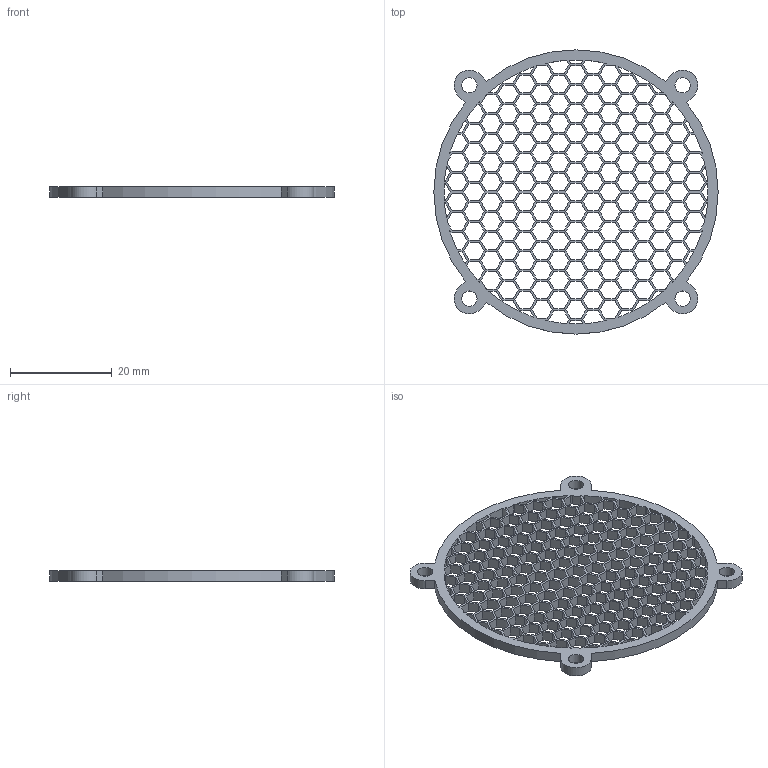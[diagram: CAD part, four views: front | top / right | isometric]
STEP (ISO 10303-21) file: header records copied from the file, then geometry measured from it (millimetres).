
FILE_DESCRIPTION(/* description */ (''),/* implementation_level */ '2;1');
FILE_NAME(/* name */ 'speaker-grill.step',/* time_stamp */ '2025-10-01T00:45:09-04:00',/* author */ (''),/* organization */ (''),/* preprocessor_version */ 'ST-DEVELOPER v20.1',/* originating_system */ 'Autodesk Translation Framework v14.10.0.0',/* authorisation */ '');
FILE_SCHEMA (('AUTOMOTIVE_DESIGN { 1 0 10303 214 3 1 1 }'));
Length unit declared in the file: millimetre
Products named in the file (1): 2025-09-02-03-35-39-481
Bounding box: 56 x 56 x 2 mm (x, y, z)
Volume: 1661.8 mm3; surface area: 6367.3 mm2
Topology: 1 solids, 1 shells, 1150 faces, 3444 edges, 2296 vertices
Faces by surface type: plane 1078, cylinder 72
Full cylindrical faces by diameter (mm): 3 x4
Entity records: 38897 total; most frequent: CARTESIAN_POINT 6891, ORIENTED_EDGE 6888, DIRECTION 5890, EDGE_CURVE 3444, LINE 3300, VECTOR 3300, VERTEX_POINT 2296, EDGE_LOOP 1556
